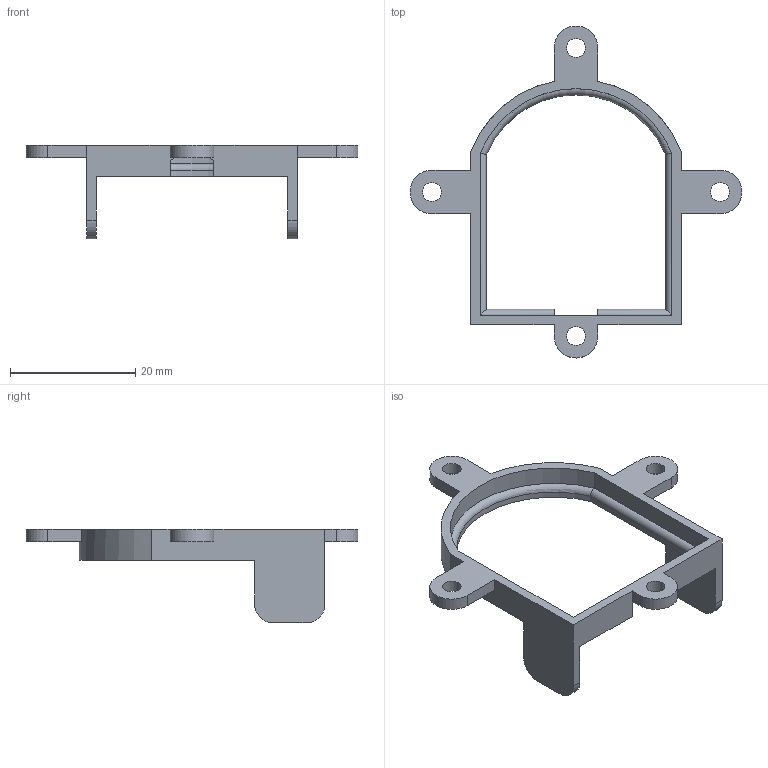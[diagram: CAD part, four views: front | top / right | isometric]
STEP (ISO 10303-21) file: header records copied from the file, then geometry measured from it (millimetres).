
FILE_DESCRIPTION(/* description */ (''),/* implementation_level */ '2;1');
FILE_NAME(/* name */ 'AMT103_MountingFrame v2.step',/* time_stamp */ '2024-04-18T18:49:13+02:00',/* author */ (''),/* organization */ (''),/* preprocessor_version */ 'ST-DEVELOPER v20',/* originating_system */ 'Autodesk Translation Framework v12.20.1.177',/* authorisation */ '');
FILE_SCHEMA (('AUTOMOTIVE_DESIGN { 1 0 10303 214 3 1 1 }'));
Length unit declared in the file: millimetre
Products named in the file (3): AMT103_MountingFrame; Sensor; SensorMount
Assembly tree (2 placements, depth 3):
  AMT103_MountingFrame
    Sensor
      SensorMount
Bounding box: 53 x 53 x 15 mm (x, y, z)
Volume: 1811.9 mm3; surface area: 2820.3 mm2
Topology: 1 solids, 1 shells, 55 faces, 152 edges, 98 vertices
Faces by surface type: plane 33, cylinder 21, torus 1
Full cylindrical faces by diameter (mm): 3 x4
Entity records: 1861 total; most frequent: CARTESIAN_POINT 336, DIRECTION 310, ORIENTED_EDGE 304, EDGE_CURVE 152, LINE 110, VECTOR 110, AXIS2_PLACEMENT_3D 100, VERTEX_POINT 98
